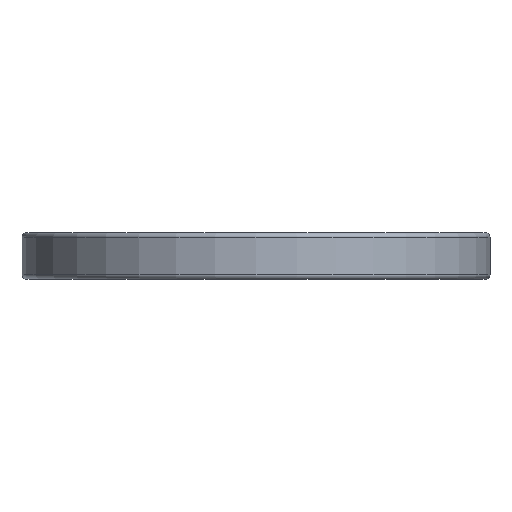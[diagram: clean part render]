
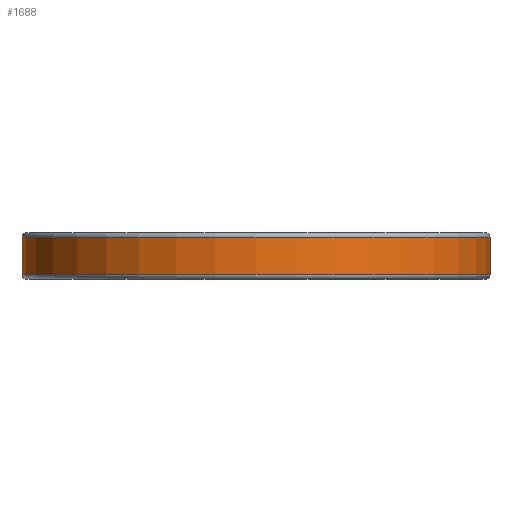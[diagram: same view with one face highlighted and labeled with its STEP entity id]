
A CAD part, front view. The second image highlights one B-rep face of the part: STEP entity #1688.
In plain terms, the highlighted cylindrical face has radius 150 mm (diameter 300 mm), a partial arc.
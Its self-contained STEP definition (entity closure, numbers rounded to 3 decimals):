
#127 = DIRECTION ( 'NONE',  ( 1., 0., 0. ) ) ;
#156 = VECTOR ( 'NONE', #2475, 1000. ) ;
#238 = CARTESIAN_POINT ( 'NONE',  ( 150., 0., 27. ) ) ;
#339 = DIRECTION ( 'NONE',  ( 0., 0., 1. ) ) ;
#482 = CARTESIAN_POINT ( 'NONE',  ( 0., 0., 30. ) ) ;
#512 = CARTESIAN_POINT ( 'NONE',  ( -150., 0., 3. ) ) ;
#559 = EDGE_CURVE ( 'NONE', #1547, #1573, #1224, .T. ) ;
#892 = CARTESIAN_POINT ( 'NONE',  ( 150., 0., 30. ) ) ;
#924 = CARTESIAN_POINT ( 'NONE',  ( -150., 0., 27. ) ) ;
#1036 = CARTESIAN_POINT ( 'NONE',  ( 0., 0., 3. ) ) ;
#1053 = CIRCLE ( 'NONE', #1363, 150. ) ;
#1081 = VERTEX_POINT ( 'NONE', #2048 ) ;
#1130 = DIRECTION ( 'NONE',  ( 0., 0., -1. ) ) ;
#1224 = CIRCLE ( 'NONE', #1577, 150. ) ;
#1292 = AXIS2_PLACEMENT_3D ( 'NONE', #482, #1130, #1986 ) ;
#1341 = EDGE_CURVE ( 'NONE', #2693, #1081, #1053, .T. ) ;
#1353 = LINE ( 'NONE', #1623, #1578 ) ;
#1363 = AXIS2_PLACEMENT_3D ( 'NONE', #1036, #339, #127 ) ;
#1416 = LINE ( 'NONE', #892, #156 ) ;
#1547 = VERTEX_POINT ( 'NONE', #238 ) ;
#1563 = EDGE_CURVE ( 'NONE', #1547, #1081, #1416, .T. ) ;
#1573 = VERTEX_POINT ( 'NONE', #924 ) ;
#1577 = AXIS2_PLACEMENT_3D ( 'NONE', #2561, #1921, #2751 ) ;
#1578 = VECTOR ( 'NONE', #2482, 1000. ) ;
#1623 = CARTESIAN_POINT ( 'NONE',  ( -150., 0., 30. ) ) ;
#1688 = ADVANCED_FACE ( 'NONE', ( #2495 ), #2403, .T. ) ;
#1699 = ORIENTED_EDGE ( 'NONE', *, *, #1341, .T. ) ;
#1792 = ORIENTED_EDGE ( 'NONE', *, *, #559, .T. ) ;
#1897 = EDGE_LOOP ( 'NONE', ( #2546, #1792, #2754, #1699 ) ) ;
#1921 = DIRECTION ( 'NONE',  ( 0., 0., -1. ) ) ;
#1986 = DIRECTION ( 'NONE',  ( -1., 0., 0. ) ) ;
#2048 = CARTESIAN_POINT ( 'NONE',  ( 150., 0., 3. ) ) ;
#2403 = CYLINDRICAL_SURFACE ( 'NONE', #1292, 150. ) ;
#2475 = DIRECTION ( 'NONE',  ( 0., 0., -1. ) ) ;
#2482 = DIRECTION ( 'NONE',  ( 0., 0., -1. ) ) ;
#2495 = FACE_OUTER_BOUND ( 'NONE', #1897, .T. ) ;
#2546 = ORIENTED_EDGE ( 'NONE', *, *, #1563, .F. ) ;
#2561 = CARTESIAN_POINT ( 'NONE',  ( 0., 0., 27. ) ) ;
#2686 = EDGE_CURVE ( 'NONE', #1573, #2693, #1353, .T. ) ;
#2693 = VERTEX_POINT ( 'NONE', #512 ) ;
#2751 = DIRECTION ( 'NONE',  ( 1., 0., 0. ) ) ;
#2754 = ORIENTED_EDGE ( 'NONE', *, *, #2686, .T. ) ;
